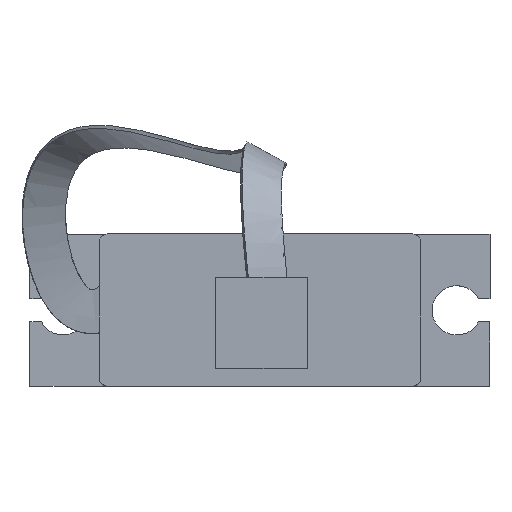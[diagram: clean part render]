
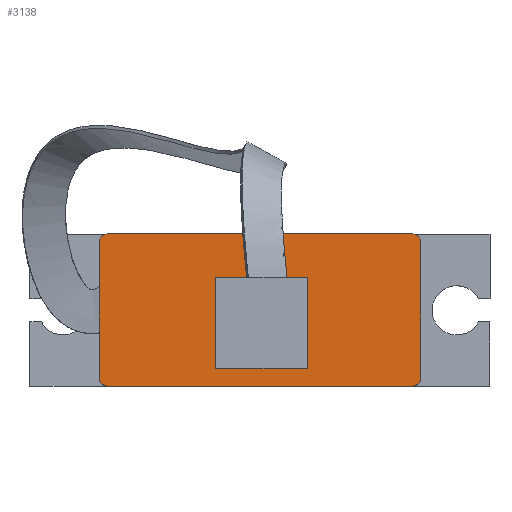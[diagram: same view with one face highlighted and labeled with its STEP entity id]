
A CAD part, top view. The second image highlights one B-rep face of the part: STEP entity #3138.
In plain terms, the highlighted face is planar.
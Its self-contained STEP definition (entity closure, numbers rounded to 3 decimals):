
#36=CIRCLE('',#3332,0.7);
#38=CIRCLE('',#3335,0.7);
#39=CIRCLE('',#3336,0.7);
#40=CIRCLE('',#3337,0.7);
#235=FACE_OUTER_BOUND('',#402,.T.);
#402=EDGE_LOOP('',(#2647,#2648,#2649,#2650,#2651,#2652,#2653,#2654));
#772=LINE('',#5547,#1175);
#773=LINE('',#5551,#1176);
#774=LINE('',#5555,#1177);
#775=LINE('',#5558,#1178);
#1175=VECTOR('',#3988,10.);
#1176=VECTOR('',#3991,10.);
#1177=VECTOR('',#3994,10.);
#1178=VECTOR('',#3997,10.);
#1473=VERTEX_POINT('',#5537);
#1474=VERTEX_POINT('',#5538);
#1477=VERTEX_POINT('',#5546);
#1478=VERTEX_POINT('',#5548);
#1479=VERTEX_POINT('',#5550);
#1480=VERTEX_POINT('',#5552);
#1481=VERTEX_POINT('',#5554);
#1482=VERTEX_POINT('',#5556);
#1874=EDGE_CURVE('',#1473,#1474,#36,.T.);
#1878=EDGE_CURVE('',#1477,#1473,#772,.T.);
#1879=EDGE_CURVE('',#1478,#1477,#38,.T.);
#1880=EDGE_CURVE('',#1479,#1478,#773,.T.);
#1881=EDGE_CURVE('',#1480,#1479,#39,.T.);
#1882=EDGE_CURVE('',#1481,#1480,#774,.T.);
#1883=EDGE_CURVE('',#1482,#1481,#40,.T.);
#1884=EDGE_CURVE('',#1474,#1482,#775,.T.);
#2647=ORIENTED_EDGE('',*,*,#1874,.F.);
#2648=ORIENTED_EDGE('',*,*,#1878,.F.);
#2649=ORIENTED_EDGE('',*,*,#1879,.F.);
#2650=ORIENTED_EDGE('',*,*,#1880,.F.);
#2651=ORIENTED_EDGE('',*,*,#1881,.F.);
#2652=ORIENTED_EDGE('',*,*,#1882,.F.);
#2653=ORIENTED_EDGE('',*,*,#1883,.F.);
#2654=ORIENTED_EDGE('',*,*,#1884,.F.);
#2997=PLANE('',#3334);
#3138=ADVANCED_FACE('',(#235),#2997,.F.);
#3332=AXIS2_PLACEMENT_3D('',#5539,#3980,#3981);
#3334=AXIS2_PLACEMENT_3D('',#5545,#3986,#3987);
#3335=AXIS2_PLACEMENT_3D('',#5549,#3989,#3990);
#3336=AXIS2_PLACEMENT_3D('',#5553,#3992,#3993);
#3337=AXIS2_PLACEMENT_3D('',#5557,#3995,#3996);
#3980=DIRECTION('center_axis',(0.,0.,1.));
#3981=DIRECTION('ref_axis',(-0.707,0.707,0.));
#3986=DIRECTION('center_axis',(0.,0.,1.));
#3987=DIRECTION('ref_axis',(1.,0.,0.));
#3988=DIRECTION('',(-1.,0.,0.));
#3989=DIRECTION('center_axis',(0.,0.,1.));
#3990=DIRECTION('ref_axis',(0.707,0.707,0.));
#3991=DIRECTION('',(0.,1.,0.));
#3992=DIRECTION('center_axis',(0.,0.,1.));
#3993=DIRECTION('ref_axis',(0.707,-0.707,0.));
#3994=DIRECTION('',(1.,0.,0.));
#3995=DIRECTION('center_axis',(0.,0.,1.));
#3996=DIRECTION('ref_axis',(-0.707,-0.707,0.));
#3997=DIRECTION('',(0.,-1.,0.));
#5537=CARTESIAN_POINT('',(0.7,13.3,0.));
#5538=CARTESIAN_POINT('',(0.,12.6,0.));
#5539=CARTESIAN_POINT('Origin',(0.7,12.6,0.));
#5545=CARTESIAN_POINT('Origin',(14.05,6.65,0.));
#5546=CARTESIAN_POINT('',(27.4,13.3,0.));
#5547=CARTESIAN_POINT('',(28.1,13.3,0.));
#5548=CARTESIAN_POINT('',(28.1,12.6,0.));
#5549=CARTESIAN_POINT('Origin',(27.4,12.6,0.));
#5550=CARTESIAN_POINT('',(28.1,0.7,0.));
#5551=CARTESIAN_POINT('',(28.1,0.,0.));
#5552=CARTESIAN_POINT('',(27.4,0.,0.));
#5553=CARTESIAN_POINT('Origin',(27.4,0.7,0.));
#5554=CARTESIAN_POINT('',(0.7,0.,0.));
#5555=CARTESIAN_POINT('',(0.,0.,0.));
#5556=CARTESIAN_POINT('',(0.,0.7,0.));
#5557=CARTESIAN_POINT('Origin',(0.7,0.7,0.));
#5558=CARTESIAN_POINT('',(0.,13.3,0.));
